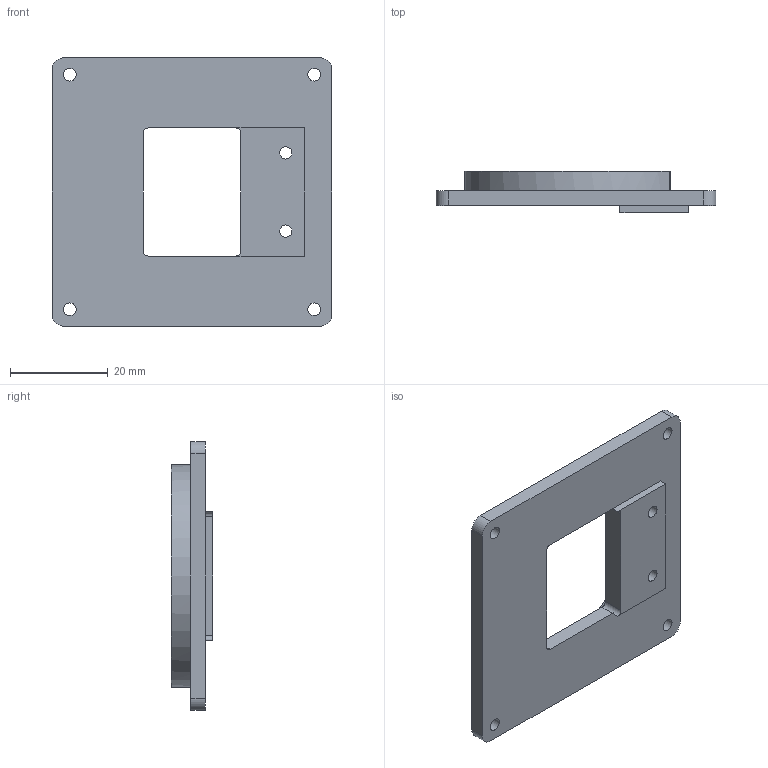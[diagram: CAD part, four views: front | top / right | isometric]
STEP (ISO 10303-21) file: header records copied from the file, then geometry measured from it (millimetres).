
FILE_DESCRIPTION(/* description */ (''),/* implementation_level */ '2;1');
FILE_NAME(/* name */ 'UnitV_Mount.stp',/* time_stamp */ '2024-02-20T12:21:26+09:00',/* author */ ('Hanaoka'),/* organization */ (''),/* preprocessor_version */ 'ST-DEVELOPER v20',/* originating_system */ 'Autodesk Inventor 2024',/* authorisation */ '');
FILE_SCHEMA (('AUTOMOTIVE_DESIGN { 1 0 10303 214 3 1 1 }'));
Length unit declared in the file: millimetre
Products named in the file (1): UnitV_Mount
Bounding box: 57.29 x 8.5 x 55 mm (x, y, z)
Volume: 8590.4 mm3; surface area: 7783.8 mm2
Topology: 1 solids, 1 shells, 38 faces, 100 edges, 66 vertices
Faces by surface type: cylinder 21, plane 17
Full cylindrical faces by diameter (mm): 2.5 x2, 2.6 x4, 45.65 x1, 50.2 x1
Entity records: 1296 total; most frequent: DIRECTION 222, CARTESIAN_POINT 205, ORIENTED_EDGE 200, EDGE_CURVE 100, AXIS2_PLACEMENT_3D 83, VERTEX_POINT 66, LINE 56, VECTOR 56
